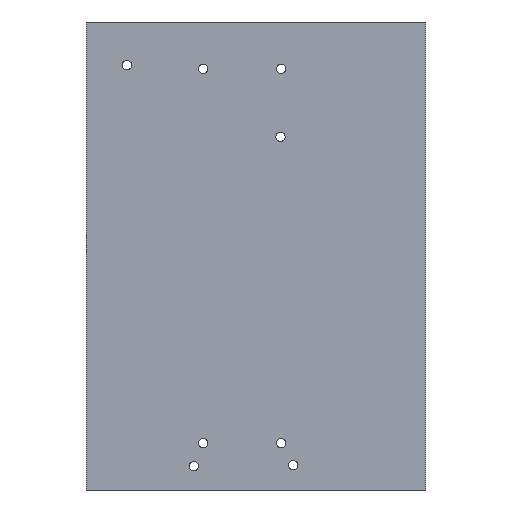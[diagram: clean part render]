
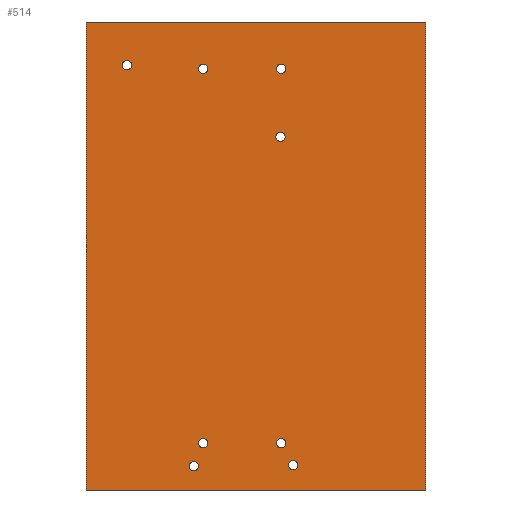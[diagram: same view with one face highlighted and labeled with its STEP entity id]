
A CAD part, left-side view. The second image highlights one B-rep face of the part: STEP entity #514.
In plain terms, the highlighted planar face has unit normal (-1, 0, 0).
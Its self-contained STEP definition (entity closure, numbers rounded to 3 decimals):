
#30=FACE_BOUND('',#118,.T.);
#31=FACE_BOUND('',#119,.T.);
#32=FACE_BOUND('',#120,.T.);
#33=FACE_BOUND('',#121,.T.);
#34=FACE_BOUND('',#122,.T.);
#35=FACE_BOUND('',#123,.T.);
#36=FACE_BOUND('',#124,.T.);
#37=FACE_BOUND('',#125,.T.);
#52=PLANE('',#580);
#79=FACE_OUTER_BOUND('',#117,.T.);
#117=EDGE_LOOP('',(#464,#465,#466,#467));
#118=EDGE_LOOP('',(#468));
#119=EDGE_LOOP('',(#469));
#120=EDGE_LOOP('',(#470));
#121=EDGE_LOOP('',(#471));
#122=EDGE_LOOP('',(#472));
#123=EDGE_LOOP('',(#473));
#124=EDGE_LOOP('',(#474));
#125=EDGE_LOOP('',(#475));
#160=LINE('',#857,#202);
#163=LINE('',#862,#205);
#165=LINE('',#866,#207);
#167=LINE('',#869,#209);
#202=VECTOR('',#714,10.);
#205=VECTOR('',#719,10.);
#207=VECTOR('',#723,10.);
#209=VECTOR('',#727,10.);
#224=CIRCLE('',#550,1.5);
#225=CIRCLE('',#553,1.5);
#226=CIRCLE('',#555,1.5);
#228=CIRCLE('',#558,1.5);
#230=CIRCLE('',#567,1.5);
#231=CIRCLE('',#569,1.5);
#232=CIRCLE('',#571,1.5);
#233=CIRCLE('',#575,1.5);
#264=VERTEX_POINT('',#805);
#265=VERTEX_POINT('',#810);
#266=VERTEX_POINT('',#814);
#268=VERTEX_POINT('',#820);
#270=VERTEX_POINT('',#836);
#271=VERTEX_POINT('',#840);
#272=VERTEX_POINT('',#844);
#273=VERTEX_POINT('',#851);
#274=VERTEX_POINT('',#855);
#275=VERTEX_POINT('',#856);
#276=VERTEX_POINT('',#861);
#277=VERTEX_POINT('',#865);
#314=EDGE_CURVE('',#264,#264,#224,.T.);
#316=EDGE_CURVE('',#265,#265,#225,.F.);
#318=EDGE_CURVE('',#266,#266,#226,.F.);
#321=EDGE_CURVE('',#268,#268,#228,.T.);
#328=EDGE_CURVE('',#270,#270,#230,.T.);
#330=EDGE_CURVE('',#271,#271,#231,.T.);
#332=EDGE_CURVE('',#272,#272,#232,.T.);
#335=EDGE_CURVE('',#273,#273,#233,.F.);
#336=EDGE_CURVE('',#274,#275,#160,.T.);
#339=EDGE_CURVE('',#276,#274,#163,.T.);
#341=EDGE_CURVE('',#277,#276,#165,.T.);
#343=EDGE_CURVE('',#277,#275,#167,.T.);
#464=ORIENTED_EDGE('',*,*,#343,.T.);
#465=ORIENTED_EDGE('',*,*,#336,.F.);
#466=ORIENTED_EDGE('',*,*,#339,.F.);
#467=ORIENTED_EDGE('',*,*,#341,.F.);
#468=ORIENTED_EDGE('',*,*,#314,.F.);
#469=ORIENTED_EDGE('',*,*,#332,.T.);
#470=ORIENTED_EDGE('',*,*,#321,.F.);
#471=ORIENTED_EDGE('',*,*,#318,.F.);
#472=ORIENTED_EDGE('',*,*,#316,.F.);
#473=ORIENTED_EDGE('',*,*,#335,.F.);
#474=ORIENTED_EDGE('',*,*,#330,.F.);
#475=ORIENTED_EDGE('',*,*,#328,.F.);
#514=ADVANCED_FACE('',(#79,#30,#31,#32,#33,#34,#35,#36,#37),#52,.F.);
#550=AXIS2_PLACEMENT_3D('',#807,#648,#649);
#553=AXIS2_PLACEMENT_3D('',#812,#655,#656);
#555=AXIS2_PLACEMENT_3D('',#816,#660,#661);
#558=AXIS2_PLACEMENT_3D('',#822,#667,#668);
#567=AXIS2_PLACEMENT_3D('',#838,#690,#691);
#569=AXIS2_PLACEMENT_3D('',#842,#695,#696);
#571=AXIS2_PLACEMENT_3D('',#846,#700,#701);
#575=AXIS2_PLACEMENT_3D('',#853,#710,#711);
#580=AXIS2_PLACEMENT_3D('',#870,#728,#729);
#648=DIRECTION('center_axis',(-1.,0.,0.));
#649=DIRECTION('ref_axis',(0.,0.,-1.));
#655=DIRECTION('center_axis',(1.,0.,0.));
#656=DIRECTION('ref_axis',(0.,0.,-1.));
#660=DIRECTION('center_axis',(1.,0.,0.));
#661=DIRECTION('ref_axis',(0.,0.,-1.));
#667=DIRECTION('center_axis',(-1.,0.,0.));
#668=DIRECTION('ref_axis',(0.,0.,-1.));
#690=DIRECTION('center_axis',(-1.,0.,0.));
#691=DIRECTION('ref_axis',(0.,0.,-1.));
#695=DIRECTION('center_axis',(-1.,0.,0.));
#696=DIRECTION('ref_axis',(0.,0.,-1.));
#700=DIRECTION('center_axis',(1.,0.,0.));
#701=DIRECTION('ref_axis',(0.,0.,-1.));
#710=DIRECTION('center_axis',(1.,0.,0.));
#711=DIRECTION('ref_axis',(0.,0.,-1.));
#714=DIRECTION('',(0.,0.,1.));
#719=DIRECTION('',(0.,1.,0.));
#723=DIRECTION('',(0.,0.,-1.));
#727=DIRECTION('',(0.,1.,0.));
#728=DIRECTION('center_axis',(1.,0.,0.));
#729=DIRECTION('ref_axis',(0.,0.,-1.));
#805=CARTESIAN_POINT('',(0.,-15.34,-35.301));
#807=CARTESIAN_POINT('Origin',(0.,-15.34,-36.801));
#810=CARTESIAN_POINT('',(0.,-15.556,-13.497));
#812=CARTESIAN_POINT('Origin',(0.,-15.556,-14.997));
#814=CARTESIAN_POINT('',(0.,9.444,-13.497));
#816=CARTESIAN_POINT('Origin',(0.,9.444,-14.997));
#820=CARTESIAN_POINT('',(0.,33.85,-12.299));
#822=CARTESIAN_POINT('Origin',(0.,33.85,-13.799));
#836=CARTESIAN_POINT('',(0.,12.44,-140.759));
#838=CARTESIAN_POINT('Origin',(0.,12.44,-142.259));
#840=CARTESIAN_POINT('',(0.,-19.41,-140.405));
#842=CARTESIAN_POINT('Origin',(0.,-19.41,-141.905));
#844=CARTESIAN_POINT('',(0.,9.444,-133.367));
#846=CARTESIAN_POINT('Origin',(0.,9.444,-134.867));
#851=CARTESIAN_POINT('',(0.,-15.556,-133.367));
#853=CARTESIAN_POINT('Origin',(0.,-15.556,-134.867));
#855=CARTESIAN_POINT('',(0.,46.944,-149.867));
#856=CARTESIAN_POINT('',(0.,46.944,0.003));
#857=CARTESIAN_POINT('',(0.,46.944,-149.867));
#861=CARTESIAN_POINT('',(0.,-61.876,-149.867));
#862=CARTESIAN_POINT('',(0.,-61.876,-149.867));
#865=CARTESIAN_POINT('',(0.,-61.876,0.003));
#866=CARTESIAN_POINT('',(0.,-61.876,0.003));
#869=CARTESIAN_POINT('',(0.,-3.056,0.003));
#870=CARTESIAN_POINT('Origin',(0.,-7.466,-74.932));
